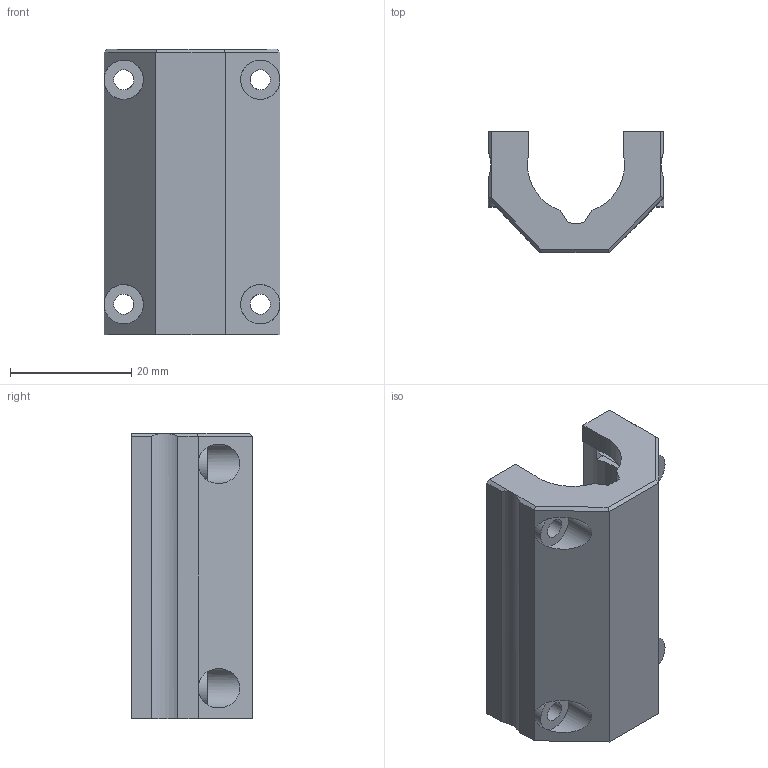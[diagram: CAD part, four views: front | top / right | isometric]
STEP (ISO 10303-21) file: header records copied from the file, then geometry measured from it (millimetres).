
FILE_DESCRIPTION(/* description */ (''),/* implementation_level */ '2;1');
FILE_NAME(/* name */ 'x-end-clip-R2.stp',/* time_stamp */ '2023-07-10T12:28:58+02:00',/* author */ ('Eliáš Knor'),/* organization */ (''),/* preprocessor_version */ 'ST-DEVELOPER v19',/* originating_system */ 'Autodesk Inventor 2023',/* authorisation */ '');
FILE_SCHEMA (('AUTOMOTIVE_DESIGN { 1 0 10303 214 3 1 1 }'));
Length unit declared in the file: millimetre
Products named in the file (1): x-end-clip-3
Bounding box: 29 x 20 x 47 mm (x, y, z)
Volume: 10486.5 mm3; surface area: 6627.4 mm2
Topology: 1 solids, 1 shells, 99 faces, 271 edges, 174 vertices
Faces by surface type: plane 72, cylinder 23, cone 4
Full cylindrical faces by diameter (mm): 3.3 x4
Entity records: 3227 total; most frequent: DIRECTION 569, CARTESIAN_POINT 545, ORIENTED_EDGE 542, EDGE_CURVE 271, AXIS2_PLACEMENT_3D 198, VERTEX_POINT 174, LINE 173, VECTOR 173
